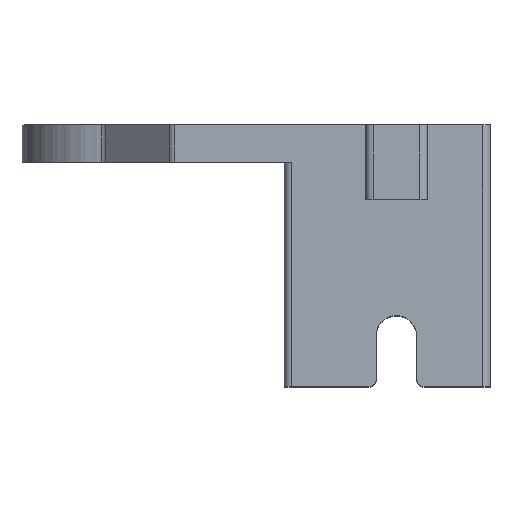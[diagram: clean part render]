
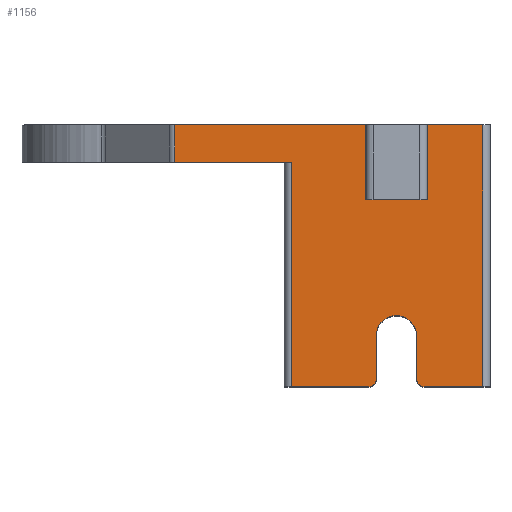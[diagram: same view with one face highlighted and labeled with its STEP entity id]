
A CAD part, top view. The second image highlights one B-rep face of the part: STEP entity #1156.
In plain terms, the highlighted planar face has unit normal (0, 0, 1).
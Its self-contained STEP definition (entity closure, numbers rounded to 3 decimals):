
#28=PLANE('',#1248);
#66=FACE_OUTER_BOUND('',#131,.T.);
#131=EDGE_LOOP('',(#821,#822,#823,#824,#825,#826,#827,#828,#829,#830,#831,
#832,#833,#834,#835,#836));
#194=LINE('',#1728,#308);
#198=LINE('',#1738,#312);
#203=LINE('',#1759,#317);
#207=LINE('',#1771,#321);
#208=LINE('',#1773,#322);
#214=LINE('',#1788,#328);
#215=LINE('',#1791,#329);
#216=LINE('',#1793,#330);
#217=LINE('',#1795,#331);
#218=LINE('',#1799,#332);
#219=LINE('',#1803,#333);
#220=LINE('',#1807,#334);
#221=LINE('',#1808,#335);
#308=VECTOR('',#1363,10.);
#312=VECTOR('',#1371,10.);
#317=VECTOR('',#1388,10.);
#321=VECTOR('',#1400,10.);
#322=VECTOR('',#1403,10.);
#328=VECTOR('',#1419,10.);
#329=VECTOR('',#1422,10.);
#330=VECTOR('',#1423,10.);
#331=VECTOR('',#1424,10.);
#332=VECTOR('',#1427,10.);
#333=VECTOR('',#1430,10.);
#334=VECTOR('',#1433,10.);
#335=VECTOR('',#1434,10.);
#432=CIRCLE('',#1249,1.);
#433=CIRCLE('',#1250,2.7);
#434=CIRCLE('',#1251,1.);
#483=VERTEX_POINT('',#1725);
#484=VERTEX_POINT('',#1727);
#487=VERTEX_POINT('',#1735);
#488=VERTEX_POINT('',#1737);
#498=VERTEX_POINT('',#1757);
#502=VERTEX_POINT('',#1769);
#506=VERTEX_POINT('',#1786);
#507=VERTEX_POINT('',#1790);
#508=VERTEX_POINT('',#1792);
#509=VERTEX_POINT('',#1794);
#510=VERTEX_POINT('',#1796);
#511=VERTEX_POINT('',#1798);
#512=VERTEX_POINT('',#1800);
#513=VERTEX_POINT('',#1802);
#514=VERTEX_POINT('',#1804);
#515=VERTEX_POINT('',#1806);
#600=EDGE_CURVE('',#484,#483,#194,.T.);
#605=EDGE_CURVE('',#487,#488,#198,.T.);
#616=EDGE_CURVE('',#498,#483,#203,.T.);
#622=EDGE_CURVE('',#502,#487,#207,.T.);
#623=EDGE_CURVE('',#502,#484,#208,.T.);
#631=EDGE_CURVE('',#506,#498,#214,.T.);
#632=EDGE_CURVE('',#506,#507,#215,.T.);
#633=EDGE_CURVE('',#508,#507,#216,.T.);
#634=EDGE_CURVE('',#509,#508,#217,.T.);
#635=EDGE_CURVE('',#510,#509,#432,.T.);
#636=EDGE_CURVE('',#510,#511,#218,.T.);
#637=EDGE_CURVE('',#511,#512,#433,.T.);
#638=EDGE_CURVE('',#512,#513,#219,.T.);
#639=EDGE_CURVE('',#514,#513,#434,.T.);
#640=EDGE_CURVE('',#515,#514,#220,.T.);
#641=EDGE_CURVE('',#488,#515,#221,.T.);
#821=ORIENTED_EDGE('',*,*,#631,.F.);
#822=ORIENTED_EDGE('',*,*,#632,.T.);
#823=ORIENTED_EDGE('',*,*,#633,.F.);
#824=ORIENTED_EDGE('',*,*,#634,.F.);
#825=ORIENTED_EDGE('',*,*,#635,.F.);
#826=ORIENTED_EDGE('',*,*,#636,.T.);
#827=ORIENTED_EDGE('',*,*,#637,.T.);
#828=ORIENTED_EDGE('',*,*,#638,.T.);
#829=ORIENTED_EDGE('',*,*,#639,.F.);
#830=ORIENTED_EDGE('',*,*,#640,.F.);
#831=ORIENTED_EDGE('',*,*,#641,.F.);
#832=ORIENTED_EDGE('',*,*,#605,.F.);
#833=ORIENTED_EDGE('',*,*,#622,.F.);
#834=ORIENTED_EDGE('',*,*,#623,.T.);
#835=ORIENTED_EDGE('',*,*,#600,.T.);
#836=ORIENTED_EDGE('',*,*,#616,.F.);
#1156=ADVANCED_FACE('',(#66),#28,.T.);
#1248=AXIS2_PLACEMENT_3D('',#1789,#1420,#1421);
#1249=AXIS2_PLACEMENT_3D('',#1797,#1425,#1426);
#1250=AXIS2_PLACEMENT_3D('',#1801,#1428,#1429);
#1251=AXIS2_PLACEMENT_3D('',#1805,#1431,#1432);
#1363=DIRECTION('',(0.,1.,0.));
#1371=DIRECTION('',(1.,0.,0.));
#1388=DIRECTION('',(1.,0.,0.));
#1400=DIRECTION('',(0.,1.,0.));
#1403=DIRECTION('',(-1.,0.,0.));
#1419=DIRECTION('',(0.,1.,0.));
#1420=DIRECTION('center_axis',(0.,0.,1.));
#1421=DIRECTION('ref_axis',(1.,0.,0.));
#1422=DIRECTION('',(1.,0.,0.));
#1423=DIRECTION('',(0.,1.,0.));
#1424=DIRECTION('',(-1.,0.,0.));
#1425=DIRECTION('center_axis',(0.,0.,-1.));
#1426=DIRECTION('ref_axis',(0.707,-0.707,0.));
#1427=DIRECTION('',(0.,1.,0.));
#1428=DIRECTION('center_axis',(0.,0.,-1.));
#1429=DIRECTION('ref_axis',(-1.,0.,0.));
#1430=DIRECTION('',(0.,-1.,0.));
#1431=DIRECTION('center_axis',(0.,0.,-1.));
#1432=DIRECTION('ref_axis',(-0.707,-0.707,0.));
#1433=DIRECTION('',(-1.,0.,0.));
#1434=DIRECTION('',(0.,-1.,0.));
#1725=CARTESIAN_POINT('',(32.875,5.,22.));
#1727=CARTESIAN_POINT('',(32.875,-5.,22.));
#1728=CARTESIAN_POINT('',(32.875,0.,22.));
#1735=CARTESIAN_POINT('',(41.125,5.,22.));
#1737=CARTESIAN_POINT('',(48.5,5.,22.));
#1738=CARTESIAN_POINT('',(22.,5.,22.));
#1757=CARTESIAN_POINT('',(7.414,5.,22.));
#1759=CARTESIAN_POINT('',(-22.,5.,22.));
#1769=CARTESIAN_POINT('',(41.125,-5.,22.));
#1771=CARTESIAN_POINT('',(41.125,0.,22.));
#1773=CARTESIAN_POINT('',(29.681,-5.,22.));
#1786=CARTESIAN_POINT('',(7.414,0.,22.));
#1788=CARTESIAN_POINT('',(7.414,0.,22.));
#1789=CARTESIAN_POINT('Origin',(41.125,0.,22.));
#1790=CARTESIAN_POINT('',(23.,0.,22.));
#1791=CARTESIAN_POINT('',(-22.,0.,22.));
#1792=CARTESIAN_POINT('',(23.,-30.,22.));
#1793=CARTESIAN_POINT('',(23.,0.,22.));
#1794=CARTESIAN_POINT('',(33.3,-30.,22.));
#1795=CARTESIAN_POINT('',(22.,-30.,22.));
#1796=CARTESIAN_POINT('',(34.3,-29.,22.));
#1797=CARTESIAN_POINT('Origin',(33.3,-29.,22.));
#1798=CARTESIAN_POINT('',(34.3,-23.2,22.));
#1799=CARTESIAN_POINT('',(34.3,-11.6,22.));
#1800=CARTESIAN_POINT('',(39.7,-23.2,22.));
#1801=CARTESIAN_POINT('Origin',(37.,-23.2,22.));
#1802=CARTESIAN_POINT('',(39.7,-29.,22.));
#1803=CARTESIAN_POINT('',(39.7,-15.,22.));
#1804=CARTESIAN_POINT('',(40.7,-30.,22.));
#1805=CARTESIAN_POINT('Origin',(40.7,-29.,22.));
#1806=CARTESIAN_POINT('',(48.5,-30.,22.));
#1807=CARTESIAN_POINT('',(22.,-30.,22.));
#1808=CARTESIAN_POINT('',(48.5,0.,22.));
